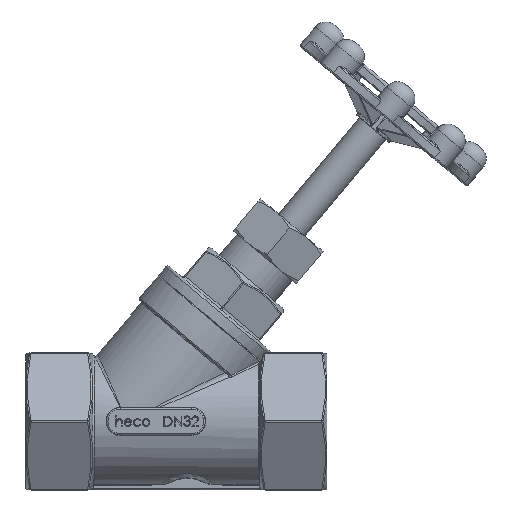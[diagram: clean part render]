
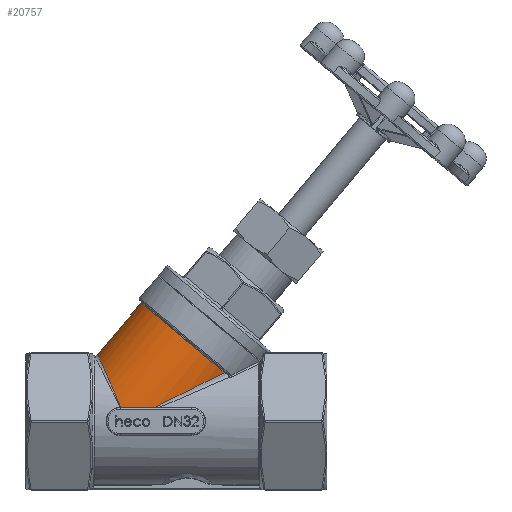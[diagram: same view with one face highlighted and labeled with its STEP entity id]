
A CAD part, top view. The second image highlights one B-rep face of the part: STEP entity #20757.
In plain terms, the highlighted cylindrical face has radius 24 mm (diameter 48 mm), a partial arc.
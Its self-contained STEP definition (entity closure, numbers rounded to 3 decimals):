
#51 = CARTESIAN_POINT ( 'NONE',  ( 47.383, 5.225, -23.556 ) ) ;
#162 = CARTESIAN_POINT ( 'NONE',  ( 72.497, 17.862, -18.143 ) ) ;
#644 = CARTESIAN_POINT ( 'NONE',  ( 65.296, 14.238, -20.903 ) ) ;
#718 = CARTESIAN_POINT ( 'NONE',  ( 72.497, 17.862, -18.143 ) ) ;
#10846 = EDGE_CURVE ( 'NONE', #11210, #11291, #22503, .T. ) ;
#10895 = EDGE_CURVE ( 'NONE', #11447, #11332, #33606, .T. ) ;
#11185 = EDGE_CURVE ( 'NONE', #11332, #11249, #33709, .T. ) ;
#11191 = EDGE_CURVE ( 'NONE', #11249, #11262, #33730, .T. ) ;
#11210 = VERTEX_POINT ( 'NONE', #61530 ) ;
#11249 = VERTEX_POINT ( 'NONE', #61831 ) ;
#11262 = VERTEX_POINT ( 'NONE', #61611 ) ;
#11291 = VERTEX_POINT ( 'NONE', #162 ) ;
#11332 = VERTEX_POINT ( 'NONE', #67445 ) ;
#11447 = VERTEX_POINT ( 'NONE', #67501 ) ;
#14409 =( BOUNDED_CURVE ( )  B_SPLINE_CURVE ( 3, ( #718, #644, #68977, #51 ),
 .UNSPECIFIED., .F., .F. ) 
 B_SPLINE_CURVE_WITH_KNOTS ( ( 4, 4 ),
 ( 0.857, 1.378 ),
 .UNSPECIFIED. ) 
 CURVE ( )  GEOMETRIC_REPRESENTATION_ITEM ( )  RATIONAL_B_SPLINE_CURVE ( ( 1., 0.978, 0.978, 1. ) ) 
 REPRESENTATION_ITEM ( '' )  );
#15976 =( BOUNDED_CURVE ( )  B_SPLINE_CURVE ( 3, ( #44126, #44209, #43070, #43780 ),
 .UNSPECIFIED., .F., .F. ) 
 B_SPLINE_CURVE_WITH_KNOTS ( ( 4, 4 ),
 ( 4.905, 5.426 ),
 .UNSPECIFIED. ) 
 CURVE ( )  GEOMETRIC_REPRESENTATION_ITEM ( )  RATIONAL_B_SPLINE_CURVE ( ( 1., 0.978, 0.978, 1. ) ) 
 REPRESENTATION_ITEM ( '' )  );
#18342 = FACE_OUTER_BOUND ( 'NONE', #30931, .T. ) ;
#20757 = ADVANCED_FACE ( 'NONE', ( #18342 ), #21231, .T. ) ;
#21231 = CYLINDRICAL_SURFACE ( 'NONE', #31961, 24. ) ;
#22503 = CIRCLE ( 'NONE', #26836, 24. ) ;
#24529 = EDGE_CURVE ( 'NONE', #11291, #11447, #14409, .T. ) ;
#25130 = EDGE_CURVE ( 'NONE', #11262, #11210, #15976, .T. ) ;
#26836 = AXIS2_PLACEMENT_3D ( 'NONE', #57404, #58350, #58670 ) ;
#30931 = EDGE_LOOP ( 'NONE', ( #49459, #49383, #48991, #48404, #48366, #48908 ) ) ;
#31961 = AXIS2_PLACEMENT_3D ( 'NONE', #48453, #48450, #48447 ) ;
#33606 =( BOUNDED_CURVE ( )  B_SPLINE_CURVE ( 3, ( #68546, #68353, #67552, #68638 ),
 .UNSPECIFIED., .F., .F. ) 
 B_SPLINE_CURVE_WITH_KNOTS ( ( 4, 4 ),
 ( 1.378, 1.783 ),
 .UNSPECIFIED. ) 
 CURVE ( )  GEOMETRIC_REPRESENTATION_ITEM ( )  RATIONAL_B_SPLINE_CURVE ( ( 1., 0.986, 0.986, 1. ) ) 
 REPRESENTATION_ITEM ( '' )  );
#33709 =( BOUNDED_CURVE ( )  B_SPLINE_CURVE ( 3, ( #61422, #61429, #61418, #61415 ),
 .UNSPECIFIED., .F., .F. ) 
 B_SPLINE_CURVE_WITH_KNOTS ( ( 4, 4 ),
 ( 4.925, 7.642 ),
 .UNSPECIFIED. ) 
 CURVE ( )  GEOMETRIC_REPRESENTATION_ITEM ( )  RATIONAL_B_SPLINE_CURVE ( ( 1., 0.474, 0.474, 1. ) ) 
 REPRESENTATION_ITEM ( '' )  );
#33730 =( BOUNDED_CURVE ( )  B_SPLINE_CURVE ( 3, ( #61891, #61795, #61901, #61900 ),
 .UNSPECIFIED., .F., .F. ) 
 B_SPLINE_CURVE_WITH_KNOTS ( ( 4, 4 ),
 ( 4.5, 4.905 ),
 .UNSPECIFIED. ) 
 CURVE ( )  GEOMETRIC_REPRESENTATION_ITEM ( )  RATIONAL_B_SPLINE_CURVE ( ( 1., 0.986, 0.986, 1. ) ) 
 REPRESENTATION_ITEM ( '' )  );
#43070 = CARTESIAN_POINT ( 'NONE',  ( 65.296, 14.238, 20.903 ) ) ;
#43780 = CARTESIAN_POINT ( 'NONE',  ( 72.497, 17.862, 18.143 ) ) ;
#44126 = CARTESIAN_POINT ( 'NONE',  ( 47.383, 5.225, 23.556 ) ) ;
#44209 = CARTESIAN_POINT ( 'NONE',  ( 56.732, 9.929, 22.749 ) ) ;
#48366 = ORIENTED_EDGE ( 'NONE', *, *, #11191, .T. ) ;
#48404 = ORIENTED_EDGE ( 'NONE', *, *, #11185, .T. ) ;
#48447 = DIRECTION ( 'NONE',  ( -0.766, 0.643, 0. ) ) ;
#48450 = DIRECTION ( 'NONE',  ( 0.643, 0.766, 0. ) ) ;
#48453 = CARTESIAN_POINT ( 'NONE',  ( 9.401, -32.891, 0. ) ) ;
#48908 = ORIENTED_EDGE ( 'NONE', *, *, #25130, .T. ) ;
#48991 = ORIENTED_EDGE ( 'NONE', *, *, #10895, .T. ) ;
#49383 = ORIENTED_EDGE ( 'NONE', *, *, #24529, .T. ) ;
#49459 = ORIENTED_EDGE ( 'NONE', *, *, #10846, .T. ) ;
#57404 = CARTESIAN_POINT ( 'NONE',  ( 60.462, 27.961, 0. ) ) ;
#58350 = DIRECTION ( 'NONE',  ( -0.643, -0.766, 0. ) ) ;
#58670 = DIRECTION ( 'NONE',  ( -0.766, 0.643, 0. ) ) ;
#61415 = CARTESIAN_POINT ( 'NONE',  ( 34.735, 5.173, 23.461 ) ) ;
#61418 = CARTESIAN_POINT ( 'NONE',  ( 20.295, 38.156, 16.502 ) ) ;
#61422 = CARTESIAN_POINT ( 'NONE',  ( 34.735, 5.173, -23.461 ) ) ;
#61429 = CARTESIAN_POINT ( 'NONE',  ( 20.295, 38.156, -16.502 ) ) ;
#61530 = CARTESIAN_POINT ( 'NONE',  ( 72.497, 17.862, 18.143 ) ) ;
#61611 = CARTESIAN_POINT ( 'NONE',  ( 47.383, 5.225, 23.556 ) ) ;
#61795 = CARTESIAN_POINT ( 'NONE',  ( 38.914, 5.19, 24.149 ) ) ;
#61831 = CARTESIAN_POINT ( 'NONE',  ( 34.735, 5.173, 23.461 ) ) ;
#61891 = CARTESIAN_POINT ( 'NONE',  ( 34.735, 5.173, 23.461 ) ) ;
#61900 = CARTESIAN_POINT ( 'NONE',  ( 47.383, 5.225, 23.556 ) ) ;
#61901 = CARTESIAN_POINT ( 'NONE',  ( 43.188, 5.207, 24.181 ) ) ;
#67445 = CARTESIAN_POINT ( 'NONE',  ( 34.735, 5.173, -23.461 ) ) ;
#67501 = CARTESIAN_POINT ( 'NONE',  ( 47.383, 5.225, -23.556 ) ) ;
#67552 = CARTESIAN_POINT ( 'NONE',  ( 38.914, 5.19, -24.149 ) ) ;
#68353 = CARTESIAN_POINT ( 'NONE',  ( 43.188, 5.207, -24.181 ) ) ;
#68546 = CARTESIAN_POINT ( 'NONE',  ( 47.383, 5.225, -23.556 ) ) ;
#68638 = CARTESIAN_POINT ( 'NONE',  ( 34.735, 5.173, -23.461 ) ) ;
#68977 = CARTESIAN_POINT ( 'NONE',  ( 56.732, 9.929, -22.749 ) ) ;
